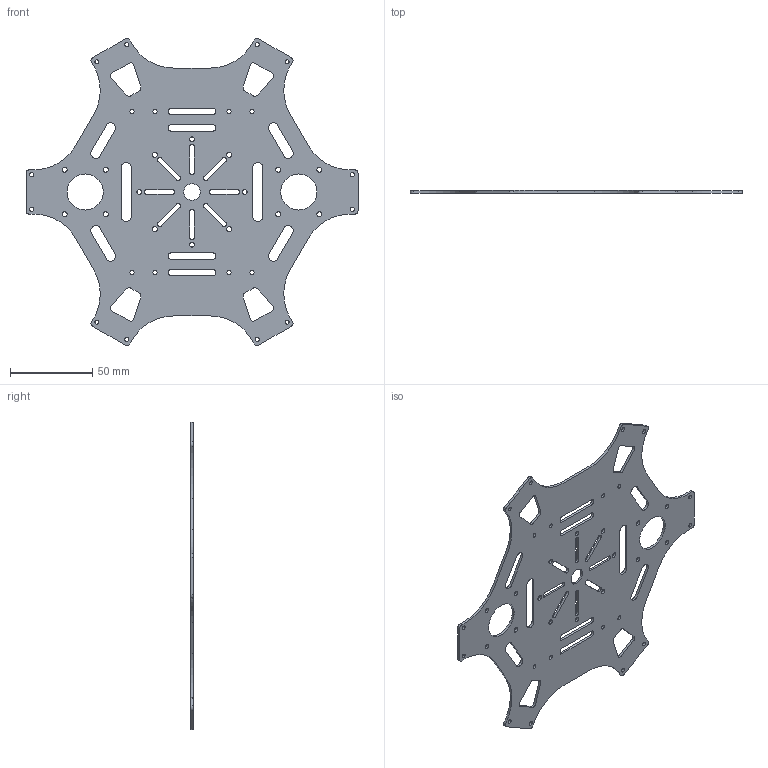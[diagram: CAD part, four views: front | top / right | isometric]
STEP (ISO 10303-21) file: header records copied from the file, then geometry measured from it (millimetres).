
FILE_DESCRIPTION (( 'STEP AP203' ), '1' );
FILE_NAME ('Bottom_Plate_S550_Predeterminado_sldprt.STEP', '2023-11-06T02:29:49', ( '' ), ( '' ), 'SwSTEP 2.0', 'SolidWorks 2023', '' );
FILE_SCHEMA (( 'CONFIG_CONTROL_DESIGN' ));
Length unit declared in the file: millimetre
Products named in the file (1): Bottom_Plate_S550_Predeterminado_sldprt
Bounding box: 202 x 1.55 x 186.97 mm (x, y, z)
Volume: 29937.5 mm3; surface area: 42308.8 mm2
Topology: 1 solids, 1 shells, 228 faces, 678 edges, 452 vertices
Faces by surface type: cylinder 156, plane 72
Entity records: 8115 total; most frequent: DIRECTION 1448, CARTESIAN_POINT 1359, ORIENTED_EDGE 1356, EDGE_CURVE 678, AXIS2_PLACEMENT_3D 541, VERTEX_POINT 452, LINE 366, VECTOR 366
